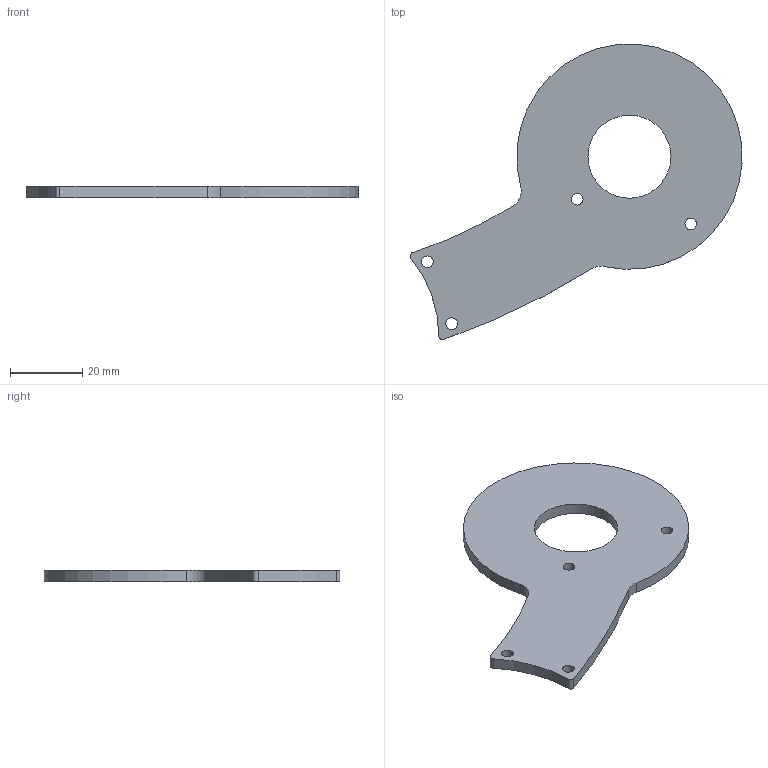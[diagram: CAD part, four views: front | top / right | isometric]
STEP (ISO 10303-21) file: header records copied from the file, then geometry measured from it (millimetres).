
FILE_DESCRIPTION(/* description */ (''),/* implementation_level */ '2;1');
FILE_NAME(/* name */ 'Short arm Cover Sheetmetal.step',/* time_stamp */ '2024-08-27T08:51:35-07:00',/* author */ (''),/* organization */ (''),/* preprocessor_version */ 'ST-DEVELOPER v20',/* originating_system */ 'Autodesk Translation Framework v12.14.0.127',/* authorisation */ '');
FILE_SCHEMA (('AUTOMOTIVE_DESIGN { 1 0 10303 214 3 1 1 }'));
Length unit declared in the file: millimetre
Products named in the file (1): Short arm Cover(Mirror)
Bounding box: 91.91 x 81.83 x 3.17 mm (x, y, z)
Volume: 11453.7 mm3; surface area: 8449.5 mm2
Topology: 1 solids, 1 shells, 15 faces, 39 edges, 26 vertices
Faces by surface type: cylinder 13, plane 2
Full cylindrical faces by diameter (mm): 3.25 x4, 23 x1
Entity records: 539 total; most frequent: DIRECTION 97, CARTESIAN_POINT 81, ORIENTED_EDGE 78, AXIS2_PLACEMENT_3D 42, EDGE_CURVE 39, CIRCLE 26, VERTEX_POINT 26, EDGE_LOOP 25
